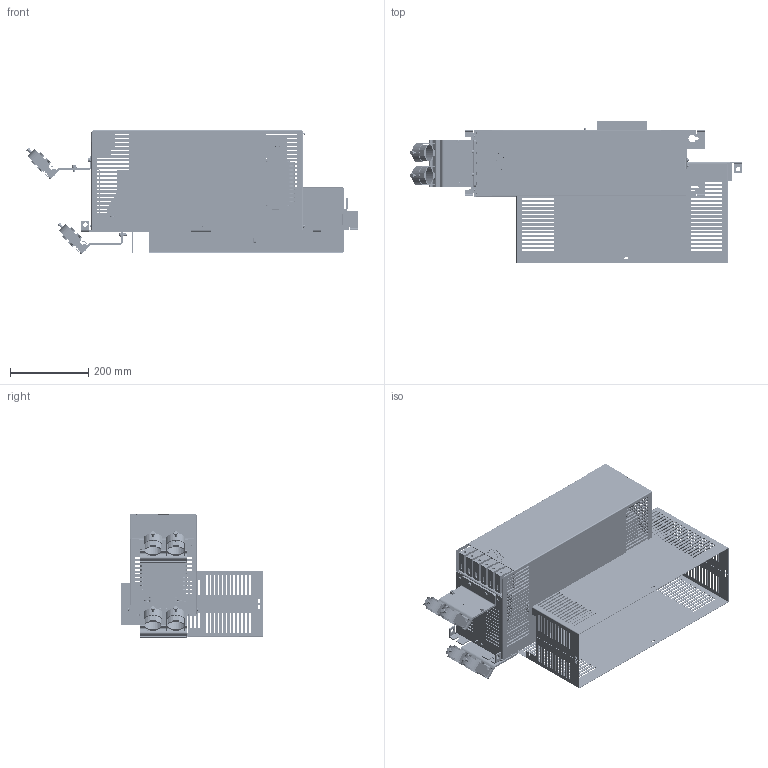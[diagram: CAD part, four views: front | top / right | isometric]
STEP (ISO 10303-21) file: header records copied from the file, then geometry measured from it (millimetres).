
FILE_DESCRIPTION( ( 'Unknown' ), '1' );
FILE_NAME( 'FS21148-62-99.stp', 'Unknown', ( 'Unknown' ), ( 'Unknown' ), 'XStep 1.0', 'Unknown', ' ' );
FILE_SCHEMA( ( 'CONFIG_CONTROL_DESIGN' ) );
Length unit declared in the file: millimetre
Products named in the file (85): Assem1; Assem2; Assem3; Assem4; Assem5; Assem6; Assem7; 1; 2; 3; 4; 5; 6; 7; 8; 9; 10; 11; 12; 13; 14; 15; 16; 17; 18; 19; 20; 21; 22; 23; 24; 25; 26; 27; 28; 29; 30; 31; 32; 33 ...
Bounding box: 846.32 x 362.78 x 317.64 mm (x, y, z)
Volume: 17877774.8 mm3; surface area: 5424927.1 mm2
Topology: 357 solids, 357 shells, 9413 faces, 23239 edges, 15334 vertices
Faces by surface type: plane 6324, extrusion 1752, cylinder 1141, cone 105, sphere 74, torus 17
Full cylindrical faces by diameter (mm): 1 x32, 2.35 x4, 2.459 x4, 3 x3, 3.2 x4, 3.242 x12, 3.3 x12, 4 x21, 4.134 x11, 4.3 x9, 4.5 x8, 4.917 x18, 5 x11, 5.3 x6, 5.5 x9, 6 x10, 6.5 x14, 6.8 x6, 7 x21, 7.1 x4, 8 x24, 8.3 x8, 8.4 x17, 8.5 x24, 9 x23, 10 x41, 11 x37, 12 x9, 12.3 x8, 13 x5
Entity records: 148404 total; most frequent: CARTESIAN_POINT 61147, ORIENTED_EDGE 17568, DIRECTION 13930, EDGE_CURVE 8784, VECTOR 6434, VERTEX_POINT 5979, LINE 5558, EDGE_LOOP 4878
